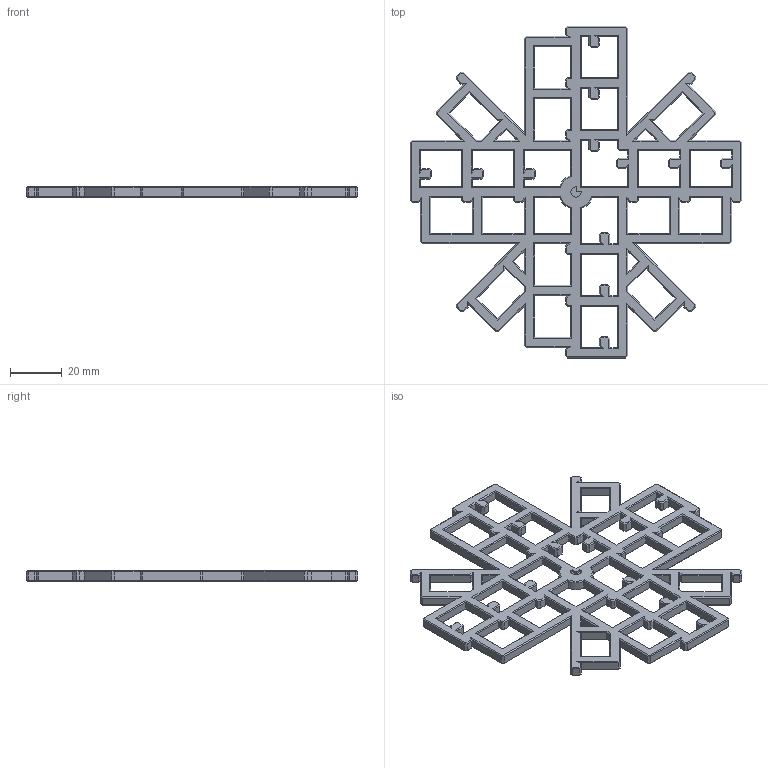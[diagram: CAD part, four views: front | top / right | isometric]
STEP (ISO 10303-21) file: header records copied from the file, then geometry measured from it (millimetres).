
FILE_DESCRIPTION(('Open CASCADE Model'),'2;1');
FILE_NAME('Open CASCADE Shape Model','2024-03-23T13:06:23',('Author'),( 'Open CASCADE'),'Open CASCADE STEP processor 7.7','Open CASCADE 7.7' ,'Unknown');
FILE_SCHEMA(('AUTOMOTIVE_DESIGN { 1 0 10303 214 1 1 1 1 }'));
Length unit declared in the file: millimetre
Products named in the file (1): Open CASCADE STEP translator 7.7 143
Bounding box: 128 x 128 x 4 mm (x, y, z)
Volume: 20385.7 mm3; surface area: 18550.5 mm2
Topology: 1 solids, 1 shells, 936 faces, 2179 edges, 1246 vertices
Faces by surface type: plane 926, cone 6, cylinder 4
Entity records: 53554 total; most frequent: CARTESIAN_POINT 9013, DIRECTION 8209, LINE 6276, VECTOR 6276, ORIENTED_EDGE 4358, PCURVE 4358, DEFINITIONAL_REPRESENTATION 4358, EDGE_CURVE 2179
